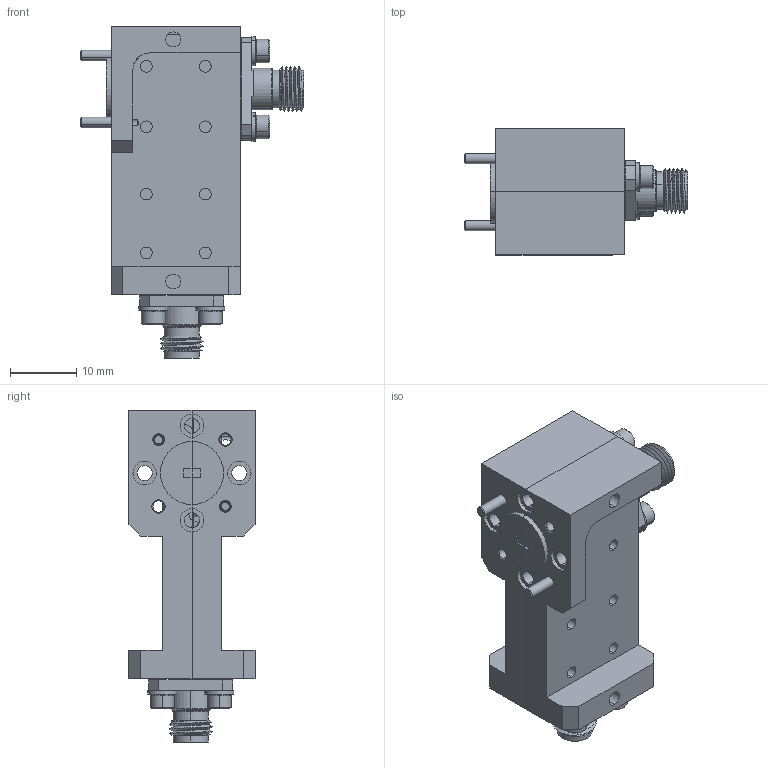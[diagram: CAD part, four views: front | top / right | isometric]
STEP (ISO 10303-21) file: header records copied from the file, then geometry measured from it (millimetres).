
FILE_DESCRIPTION (( 'STEP AP203' ), '1' );
FILE_NAME ('SFH-9031040315-10KFSF-N3.STEP', '2019-01-26T00:52:42', ( '' ), ( '' ), 'SwSTEP 2.0', 'SolidWorks 2016', '' );
FILE_SCHEMA (( 'CONFIG_CONTROL_DESIGN' ));
Length unit declared in the file: inch
Products named in the file (1): SFH-9031040315-10KFSF-N3
Bounding box: 33.72 x 19.05 x 50.16 mm (x, y, z)
Surface area: 6921.9 mm2 (no closed solid volume)
Topology: 0 solids, 28 shells, 496 faces, 1289 edges, 824 vertices
Faces by surface type: plane 199, cone 162, cylinder 125, bspline 6, torus 4
Entity records: 18992 total; most frequent: CARTESIAN_POINT 6897, DIRECTION 2583, ORIENTED_EDGE 2302, EDGE_CURVE 1289, AXIS2_PLACEMENT_3D 980, VERTEX_POINT 824, VECTOR 623, LINE 623
